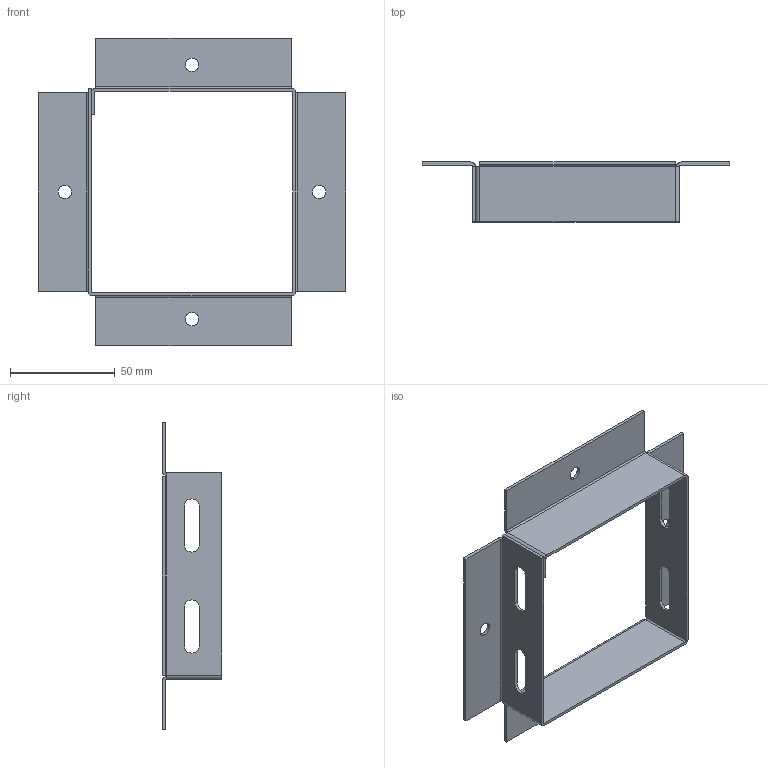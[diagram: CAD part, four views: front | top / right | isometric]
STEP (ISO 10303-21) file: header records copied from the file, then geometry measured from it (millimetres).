
FILE_DESCRIPTION (( 'STEP AP203' ), '1' );
FILE_NAME ('CWAD4.step', '2024-04-25T14:44:12', ( '' ), ( '' ), 'SwSTEP 2.0', 'SolidWorks 2023', '' );
FILE_SCHEMA (( 'CONFIG_CONTROL_DESIGN' ));
Length unit declared in the file: inch
Products named in the file (1): CWAD4
Bounding box: 146.96 x 28.57 x 146.96 mm (x, y, z)
Volume: 27964.5 mm3; surface area: 40615 mm2
Topology: 1 solids, 1 shells, 82 faces, 212 edges, 132 vertices
Faces by surface type: plane 46, cylinder 36
Entity records: 2595 total; most frequent: DIRECTION 450, CARTESIAN_POINT 427, ORIENTED_EDGE 424, EDGE_CURVE 212, AXIS2_PLACEMENT_3D 155, VECTOR 140, LINE 140, VERTEX_POINT 132
